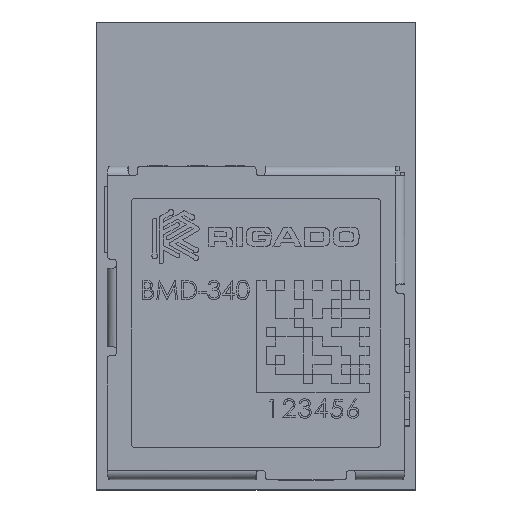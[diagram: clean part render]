
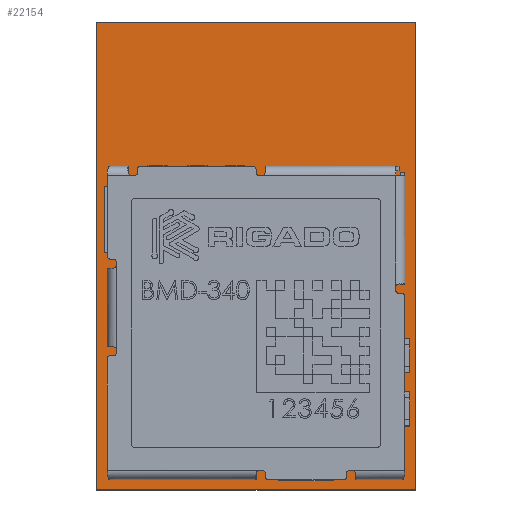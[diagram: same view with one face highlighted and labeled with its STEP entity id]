
A CAD part, top view. The second image highlights one B-rep face of the part: STEP entity #22154.
In plain terms, the highlighted planar face has unit normal (0, 0, 1).
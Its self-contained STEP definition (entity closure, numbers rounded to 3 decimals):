
#1300 = LINE ( 'NONE', #19058, #5061 ) ;
#3588 = CARTESIAN_POINT ( 'NONE',  ( 9.8, 14.6, 0. ) ) ;
#4195 = VECTOR ( 'NONE', #7823, 1000. ) ;
#5061 = VECTOR ( 'NONE', #11665, 1000. ) ;
#7153 = ORIENTED_EDGE ( 'NONE', *, *, #41893, .T. ) ;
#7224 = LINE ( 'NONE', #38433, #27849 ) ;
#7823 = DIRECTION ( 'NONE',  ( -1., 0., 0. ) ) ;
#11665 = DIRECTION ( 'NONE',  ( 0., 1., 0. ) ) ;
#14097 = EDGE_CURVE ( 'NONE', #31675, #25892, #1300, .T. ) ;
#15068 = LINE ( 'NONE', #34914, #4195 ) ;
#16016 = PLANE ( 'NONE',  #44310 ) ;
#16413 = CARTESIAN_POINT ( 'NONE',  ( -0.4, 14.6, 0. ) ) ;
#17117 = CARTESIAN_POINT ( 'NONE',  ( -0.4, -0.4, 0. ) ) ;
#17676 = DIRECTION ( 'NONE',  ( 0., 0., 1. ) ) ;
#19058 = CARTESIAN_POINT ( 'NONE',  ( 9.8, -0.4, 0. ) ) ;
#19158 = EDGE_LOOP ( 'NONE', ( #7153, #21262, #36120, #38777 ) ) ;
#21262 = ORIENTED_EDGE ( 'NONE', *, *, #33919, .T. ) ;
#22154 = ADVANCED_FACE ( 'NONE', ( #43204 ), #16016, .T. ) ;
#24377 = VERTEX_POINT ( 'NONE', #17117 ) ;
#24998 = CARTESIAN_POINT ( 'NONE',  ( -0.4, -0.4, 0. ) ) ;
#25892 = VERTEX_POINT ( 'NONE', #3588 ) ;
#27849 = VECTOR ( 'NONE', #38292, 1000. ) ;
#28200 = CARTESIAN_POINT ( 'NONE',  ( 9.8, -0.4, 0. ) ) ;
#28740 = DIRECTION ( 'NONE',  ( 0., -1., 0. ) ) ;
#31675 = VERTEX_POINT ( 'NONE', #28200 ) ;
#32246 = LINE ( 'NONE', #24998, #35510 ) ;
#33919 = EDGE_CURVE ( 'NONE', #38446, #24377, #32246, .T. ) ;
#34914 = CARTESIAN_POINT ( 'NONE',  ( -0.4, 14.6, 0. ) ) ;
#35079 = CARTESIAN_POINT ( 'NONE',  ( -0.4, -0.4, 0. ) ) ;
#35510 = VECTOR ( 'NONE', #28740, 1000. ) ;
#36120 = ORIENTED_EDGE ( 'NONE', *, *, #38186, .T. ) ;
#38186 = EDGE_CURVE ( 'NONE', #24377, #31675, #7224, .T. ) ;
#38258 = DIRECTION ( 'NONE',  ( 1., 0., 0. ) ) ;
#38292 = DIRECTION ( 'NONE',  ( 1., 0., 0. ) ) ;
#38433 = CARTESIAN_POINT ( 'NONE',  ( -0.4, -0.4, 0. ) ) ;
#38446 = VERTEX_POINT ( 'NONE', #16413 ) ;
#38777 = ORIENTED_EDGE ( 'NONE', *, *, #14097, .T. ) ;
#41893 = EDGE_CURVE ( 'NONE', #25892, #38446, #15068, .T. ) ;
#43204 = FACE_OUTER_BOUND ( 'NONE', #19158, .T. ) ;
#44310 = AXIS2_PLACEMENT_3D ( 'NONE', #35079, #17676, #38258 ) ;
